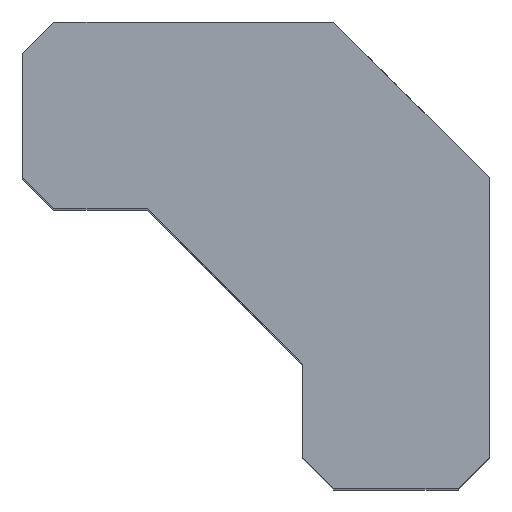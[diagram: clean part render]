
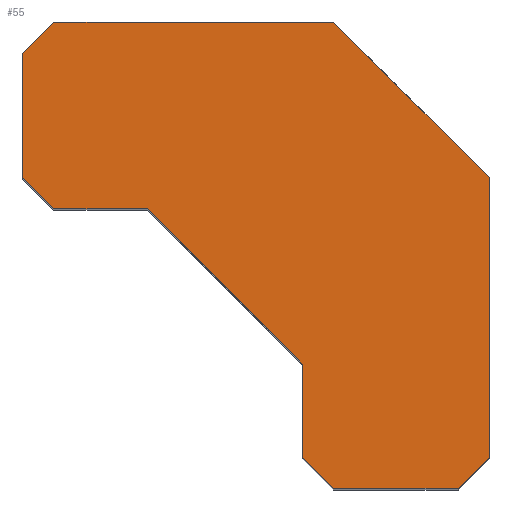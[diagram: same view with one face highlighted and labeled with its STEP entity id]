
A CAD part, top view. The second image highlights one B-rep face of the part: STEP entity #55.
In plain terms, the highlighted planar face has unit normal (0, 0, 1).
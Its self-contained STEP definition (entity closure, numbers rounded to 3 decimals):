
#55=ADVANCED_FACE('',(#125),#127,.T.);
#125=FACE_BOUND('',#126,.T.);
#126=EDGE_LOOP('',(#224,#225,#226,#227,#228,#229,#230,#231,#232,#233,#234,#235));
#127=PLANE('',#128);
#128=AXIS2_PLACEMENT_3D('',#129,#130,#131);
#129=CARTESIAN_POINT('',(0.,0.,30.));
#130=DIRECTION('',(0.,0.,1.));
#131=DIRECTION('',(-1.,0.,0.));
#224=ORIENTED_EDGE('',*,*,#294,.F.);
#225=ORIENTED_EDGE('',*,*,#295,.T.);
#226=ORIENTED_EDGE('',*,*,#296,.F.);
#227=ORIENTED_EDGE('',*,*,#282,.T.);
#228=ORIENTED_EDGE('',*,*,#271,.F.);
#229=ORIENTED_EDGE('',*,*,#293,.T.);
#230=ORIENTED_EDGE('',*,*,#297,.F.);
#231=ORIENTED_EDGE('',*,*,#298,.T.);
#232=ORIENTED_EDGE('',*,*,#299,.F.);
#233=ORIENTED_EDGE('',*,*,#300,.T.);
#234=ORIENTED_EDGE('',*,*,#277,.F.);
#235=ORIENTED_EDGE('',*,*,#301,.T.);
#271=EDGE_CURVE('',#313,#309,#315,.F.);
#277=EDGE_CURVE('',#325,#321,#327,.F.);
#282=EDGE_CURVE('',#333,#309,#336,.T.);
#293=EDGE_CURVE('',#313,#353,#355,.T.);
#294=EDGE_CURVE('',#356,#357,#358,.F.);
#295=EDGE_CURVE('',#356,#359,#360,.T.);
#296=EDGE_CURVE('',#333,#359,#361,.F.);
#297=EDGE_CURVE('',#362,#353,#363,.F.);
#298=EDGE_CURVE('',#362,#364,#365,.T.);
#299=EDGE_CURVE('',#366,#364,#367,.F.);
#300=EDGE_CURVE('',#366,#321,#368,.T.);
#301=EDGE_CURVE('',#325,#357,#369,.T.);
#309=VERTEX_POINT('',#377);
#313=VERTEX_POINT('',#385);
#315=LINE('',#389,#390);
#321=VERTEX_POINT('',#403);
#325=VERTEX_POINT('',#411);
#327=LINE('',#415,#416);
#333=VERTEX_POINT('',#429);
#336=LINE('',#436,#437);
#353=VERTEX_POINT('',#473);
#355=LINE('',#477,#478);
#356=VERTEX_POINT('',#480);
#357=VERTEX_POINT('',#481);
#358=LINE('',#482,#483);
#359=VERTEX_POINT('',#485);
#360=LINE('',#486,#487);
#361=LINE('',#489,#490);
#362=VERTEX_POINT('',#492);
#363=LINE('',#493,#494);
#364=VERTEX_POINT('',#496);
#365=LINE('',#497,#498);
#366=VERTEX_POINT('',#500);
#367=LINE('',#501,#502);
#368=LINE('',#504,#505);
#369=LINE('',#507,#508);
#377=CARTESIAN_POINT('',(0.,-5.,30.));
#385=CARTESIAN_POINT('',(-5.,0.,30.));
#389=CARTESIAN_POINT('',(0.,-5.,30.));
#390=VECTOR('',#391,1.);
#391=DIRECTION('',(-0.707,0.707,0.));
#403=CARTESIAN_POINT('',(-11.,-6.,30.));
#411=CARTESIAN_POINT('',(-6.,-11.,30.));
#415=CARTESIAN_POINT('',(-11.,-6.,30.));
#416=VECTOR('',#417,1.);
#417=DIRECTION('',(0.707,-0.707,0.));
#429=CARTESIAN_POINT('',(0.,-14.,30.));
#436=CARTESIAN_POINT('',(0.,-14.,30.));
#437=VECTOR('',#438,1.);
#438=DIRECTION('',(0.,1.,0.));
#473=CARTESIAN_POINT('',(-14.,0.,30.));
#477=CARTESIAN_POINT('',(-5.,0.,30.));
#478=VECTOR('',#479,1.);
#479=DIRECTION('',(-1.,0.,0.));
#480=CARTESIAN_POINT('',(-5.,-15.,30.));
#481=CARTESIAN_POINT('',(-6.,-14.,30.));
#482=CARTESIAN_POINT('',(-6.,-14.,30.));
#483=VECTOR('',#484,1.);
#484=DIRECTION('',(0.707,-0.707,0.));
#485=CARTESIAN_POINT('',(-1.,-15.,30.));
#486=CARTESIAN_POINT('',(-5.,-15.,30.));
#487=VECTOR('',#488,1.);
#488=DIRECTION('',(1.,0.,0.));
#489=CARTESIAN_POINT('',(-1.,-15.,30.));
#490=VECTOR('',#491,1.);
#491=DIRECTION('',(0.707,0.707,0.));
#492=CARTESIAN_POINT('',(-15.,-1.,30.));
#493=CARTESIAN_POINT('',(-14.,0.,30.));
#494=VECTOR('',#495,1.);
#495=DIRECTION('',(-0.707,-0.707,0.));
#496=CARTESIAN_POINT('',(-15.,-5.,30.));
#497=CARTESIAN_POINT('',(-15.,-1.,30.));
#498=VECTOR('',#499,1.);
#499=DIRECTION('',(0.,-1.,0.));
#500=CARTESIAN_POINT('',(-14.,-6.,30.));
#501=CARTESIAN_POINT('',(-15.,-5.,30.));
#502=VECTOR('',#503,1.);
#503=DIRECTION('',(0.707,-0.707,0.));
#504=CARTESIAN_POINT('',(-14.,-6.,30.));
#505=VECTOR('',#506,1.);
#506=DIRECTION('',(1.,0.,0.));
#507=CARTESIAN_POINT('',(-6.,-11.,30.));
#508=VECTOR('',#509,1.);
#509=DIRECTION('',(0.,-1.,0.));
